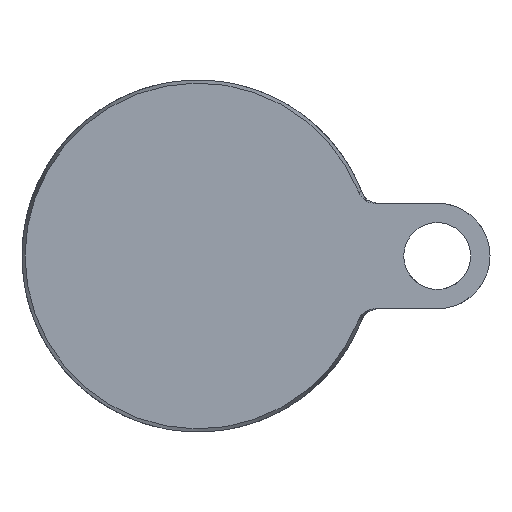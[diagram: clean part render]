
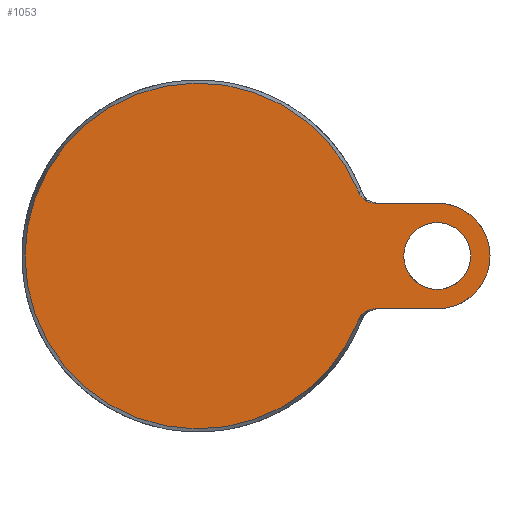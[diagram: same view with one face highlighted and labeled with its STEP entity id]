
A CAD part, front view. The second image highlights one B-rep face of the part: STEP entity #1053.
In plain terms, the highlighted planar face has unit normal (0, -1, 0).
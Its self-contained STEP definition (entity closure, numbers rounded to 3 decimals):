
#38 = CARTESIAN_POINT ( 'NONE',  ( 46.749, 0., -16.497 ) ) ;
#43 = CARTESIAN_POINT ( 'NONE',  ( 49.116, 0., -15.149 ) ) ;
#60 = AXIS2_PLACEMENT_3D ( 'NONE', #993, #461, #833 ) ;
#62 = CARTESIAN_POINT ( 'NONE',  ( 0., 0., 0. ) ) ;
#63 = CARTESIAN_POINT ( 'NONE',  ( 47.738, 0., 15.721 ) ) ;
#73 = VECTOR ( 'NONE', #318, 1000. ) ;
#94 = CIRCLE ( 'NONE', #850, 15. ) ;
#113 = EDGE_CURVE ( 'NONE', #1107, #682, #660, .T. ) ;
#130 = CARTESIAN_POINT ( 'NONE',  ( 48.405, 0., -15.385 ) ) ;
#137 = CARTESIAN_POINT ( 'NONE',  ( 46.58, 0., 16.677 ) ) ;
#152 = ORIENTED_EDGE ( 'NONE', *, *, #490, .F. ) ;
#158 = B_SPLINE_CURVE_WITH_KNOTS ( 'NONE', 3,
 ( #556, #727, #293, #465, #38, #381, #391, #298, #906, #130, #470, #43, #654, #218, #914, #495 ),
 .UNSPECIFIED., .F., .F.,
 ( 4, 2, 2, 2, 2, 2, 2, 4 ),
 ( 0., 0.001, 0.002, 0.003, 0.004, 0.004, 0.005, 0.006 ),
 .UNSPECIFIED. ) ;
#171 = CARTESIAN_POINT ( 'NONE',  ( 68., 0., 0. ) ) ;
#218 = CARTESIAN_POINT ( 'NONE',  ( 49.862, 0., -15.019 ) ) ;
#220 = CARTESIAN_POINT ( 'NONE',  ( 48.644, 0., 15.292 ) ) ;
#226 = EDGE_CURVE ( 'NONE', #344, #344, #311, .T. ) ;
#227 = CARTESIAN_POINT ( 'NONE',  ( 49.366, 0., 15.074 ) ) ;
#238 = VERTEX_POINT ( 'NONE', #732 ) ;
#260 = EDGE_CURVE ( 'NONE', #682, #1010, #158, .T. ) ;
#284 = LINE ( 'NONE', #789, #580 ) ;
#293 = CARTESIAN_POINT ( 'NONE',  ( 46.1, 0., -17.269 ) ) ;
#298 = CARTESIAN_POINT ( 'NONE',  ( 47.73, 0., -15.726 ) ) ;
#299 = LINE ( 'NONE', #651, #73 ) ;
#304 = CARTESIAN_POINT ( 'NONE',  ( 47.955, 0., 15.598 ) ) ;
#311 = CIRCLE ( 'NONE', #60, 9.5 ) ;
#313 = CARTESIAN_POINT ( 'NONE',  ( 47.122, 0., 16.157 ) ) ;
#318 = DIRECTION ( 'NONE',  ( -1., 0., 0. ) ) ;
#322 = EDGE_LOOP ( 'NONE', ( #409, #701, #865, #658, #626, #152 ) ) ;
#323 = DIRECTION ( 'NONE',  ( 0., -1., 0. ) ) ;
#337 = PLANE ( 'NONE',  #836 ) ;
#344 = VERTEX_POINT ( 'NONE', #591 ) ;
#363 = DIRECTION ( 'NONE',  ( 1., 0., 0. ) ) ;
#367 = DIRECTION ( 'NONE',  ( 0., 1., 0. ) ) ;
#381 = CARTESIAN_POINT ( 'NONE',  ( 47.118, 0., -16.16 ) ) ;
#388 = CARTESIAN_POINT ( 'NONE',  ( 46.108, 0., 17.258 ) ) ;
#391 = CARTESIAN_POINT ( 'NONE',  ( 47.314, 0., -16.005 ) ) ;
#394 = EDGE_CURVE ( 'NONE', #238, #883, #284, .T. ) ;
#400 = CARTESIAN_POINT ( 'NONE',  ( 47.322, 0., 16. ) ) ;
#409 = ORIENTED_EDGE ( 'NONE', *, *, #394, .F. ) ;
#419 = CARTESIAN_POINT ( 'NONE',  ( -49.143, 0., 0. ) ) ;
#461 = DIRECTION ( 'NONE',  ( 0., 1., 0. ) ) ;
#465 = CARTESIAN_POINT ( 'NONE',  ( 46.575, 0., -16.681 ) ) ;
#470 = CARTESIAN_POINT ( 'NONE',  ( 48.637, 0., -15.295 ) ) ;
#484 = EDGE_LOOP ( 'NONE', ( #544 ) ) ;
#490 = EDGE_CURVE ( 'NONE', #883, #860, #94, .T. ) ;
#492 = FACE_BOUND ( 'NONE', #484, .T. ) ;
#495 = CARTESIAN_POINT ( 'NONE',  ( 50.366, 0., -15. ) ) ;
#497 = CARTESIAN_POINT ( 'NONE',  ( 45.66, 0., -18.169 ) ) ;
#515 = DIRECTION ( 'NONE',  ( 0., 0., -1. ) ) ;
#544 = ORIENTED_EDGE ( 'NONE', *, *, #226, .T. ) ;
#556 = CARTESIAN_POINT ( 'NONE',  ( 45.66, 0., -18.169 ) ) ;
#580 = VECTOR ( 'NONE', #363, 1000. ) ;
#591 = CARTESIAN_POINT ( 'NONE',  ( 68., 0., 9.5 ) ) ;
#604 = FACE_OUTER_BOUND ( 'NONE', #322, .T. ) ;
#626 = ORIENTED_EDGE ( 'NONE', *, *, #972, .F. ) ;
#634 = CARTESIAN_POINT ( 'NONE',  ( 68., 0., -15. ) ) ;
#641 = CARTESIAN_POINT ( 'NONE',  ( 68., 0., 15. ) ) ;
#651 = CARTESIAN_POINT ( 'NONE',  ( 15., 0., -15. ) ) ;
#654 = CARTESIAN_POINT ( 'NONE',  ( 49.363, 0., -15.093 ) ) ;
#658 = ORIENTED_EDGE ( 'NONE', *, *, #260, .T. ) ;
#660 = CIRCLE ( 'NONE', #1021, 49.143 ) ;
#662 = CARTESIAN_POINT ( 'NONE',  ( 46.751, 0., 16.495 ) ) ;
#667 = CARTESIAN_POINT ( 'NONE',  ( 45.66, 0., 18.169 ) ) ;
#682 = VERTEX_POINT ( 'NONE', #497 ) ;
#701 = ORIENTED_EDGE ( 'NONE', *, *, #998, .T. ) ;
#727 = CARTESIAN_POINT ( 'NONE',  ( 45.848, 0., -17.699 ) ) ;
#732 = CARTESIAN_POINT ( 'NONE',  ( 50.366, 0., 15. ) ) ;
#755 = CARTESIAN_POINT ( 'NONE',  ( 45.848, 0., 17.699 ) ) ;
#789 = CARTESIAN_POINT ( 'NONE',  ( 15., 0., 15. ) ) ;
#800 = B_SPLINE_CURVE_WITH_KNOTS ( 'NONE', 3,
 ( #926, #1084, #227, #220, #995, #304, #63, #400, #313, #662, #137, #388, #755, #667 ),
 .UNSPECIFIED., .F., .F.,
 ( 4, 2, 2, 2, 2, 2, 4 ),
 ( 0., 0.001, 0.002, 0.003, 0.004, 0.004, 0.006 ),
 .UNSPECIFIED. ) ;
#833 = DIRECTION ( 'NONE',  ( 0., 0., 1. ) ) ;
#836 = AXIS2_PLACEMENT_3D ( 'NONE', #419, #936, #1114 ) ;
#850 = AXIS2_PLACEMENT_3D ( 'NONE', #171, #367, #515 ) ;
#860 = VERTEX_POINT ( 'NONE', #634 ) ;
#865 = ORIENTED_EDGE ( 'NONE', *, *, #113, .T. ) ;
#883 = VERTEX_POINT ( 'NONE', #641 ) ;
#906 = CARTESIAN_POINT ( 'NONE',  ( 47.952, 0., -15.6 ) ) ;
#914 = CARTESIAN_POINT ( 'NONE',  ( 50.113, 0., -15. ) ) ;
#926 = CARTESIAN_POINT ( 'NONE',  ( 50.366, 0., 15. ) ) ;
#936 = DIRECTION ( 'NONE',  ( 0., 1., 0. ) ) ;
#972 = EDGE_CURVE ( 'NONE', #860, #1010, #299, .T. ) ;
#993 = CARTESIAN_POINT ( 'NONE',  ( 68., 0., 0. ) ) ;
#995 = CARTESIAN_POINT ( 'NONE',  ( 48.407, 0., 15.384 ) ) ;
#998 = EDGE_CURVE ( 'NONE', #238, #1107, #800, .T. ) ;
#1009 = CARTESIAN_POINT ( 'NONE',  ( 50.366, 0., -15. ) ) ;
#1010 = VERTEX_POINT ( 'NONE', #1009 ) ;
#1020 = DIRECTION ( 'NONE',  ( 0., 0., -1. ) ) ;
#1021 = AXIS2_PLACEMENT_3D ( 'NONE', #62, #323, #1020 ) ;
#1043 = CARTESIAN_POINT ( 'NONE',  ( 45.66, 0., 18.169 ) ) ;
#1053 = ADVANCED_FACE ( 'NONE', ( #604, #492 ), #337, .F. ) ;
#1084 = CARTESIAN_POINT ( 'NONE',  ( 49.86, 0., 15. ) ) ;
#1107 = VERTEX_POINT ( 'NONE', #1043 ) ;
#1114 = DIRECTION ( 'NONE',  ( 0., 0., 1. ) ) ;
